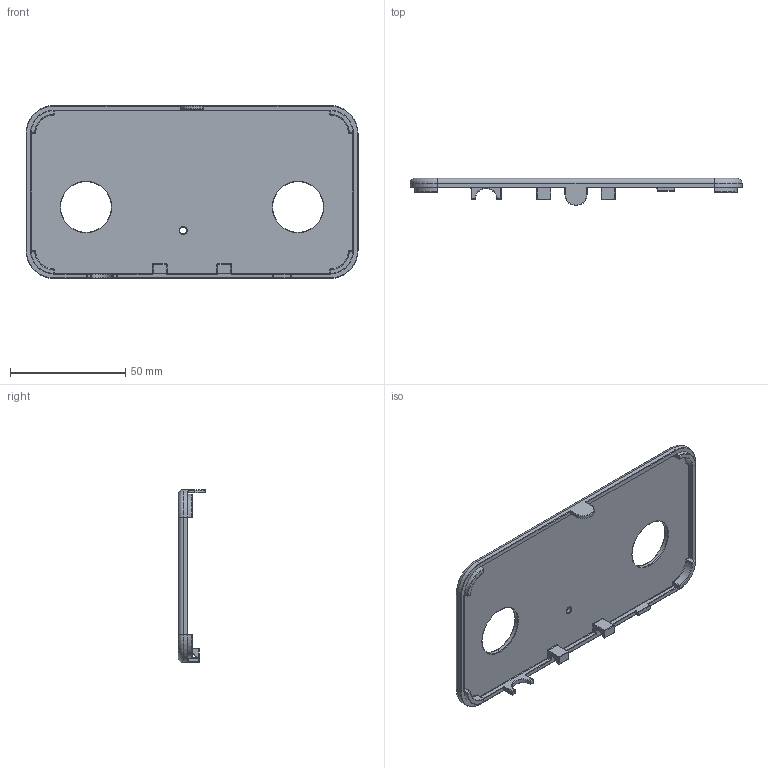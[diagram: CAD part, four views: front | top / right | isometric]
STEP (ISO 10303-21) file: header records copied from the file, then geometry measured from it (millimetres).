
FILE_DESCRIPTION (( 'STEP AP214' ), '1' );
FILE_NAME ('top.STEP', '2025-09-11T00:07:48', ( '' ), ( '' ), 'SwSTEP 2.0', 'SolidWorks 2023', '' );
FILE_SCHEMA (( 'AUTOMOTIVE_DESIGN' ));
Length unit declared in the file: millimetre
Products named in the file (1): top
Bounding box: 144 x 11.8 x 75 mm (x, y, z)
Volume: 21988.5 mm3; surface area: 22976.6 mm2
Topology: 1 solids, 1 shells, 510 faces, 1249 edges, 740 vertices
Faces by surface type: plane 265, cylinder 141, torus 72, sphere 32
Entity records: 14594 total; most frequent: CARTESIAN_POINT 2576, DIRECTION 2569, ORIENTED_EDGE 2442, EDGE_CURVE 1221, AXIS2_PLACEMENT_3D 861, VECTOR 847, LINE 847, VERTEX_POINT 740
